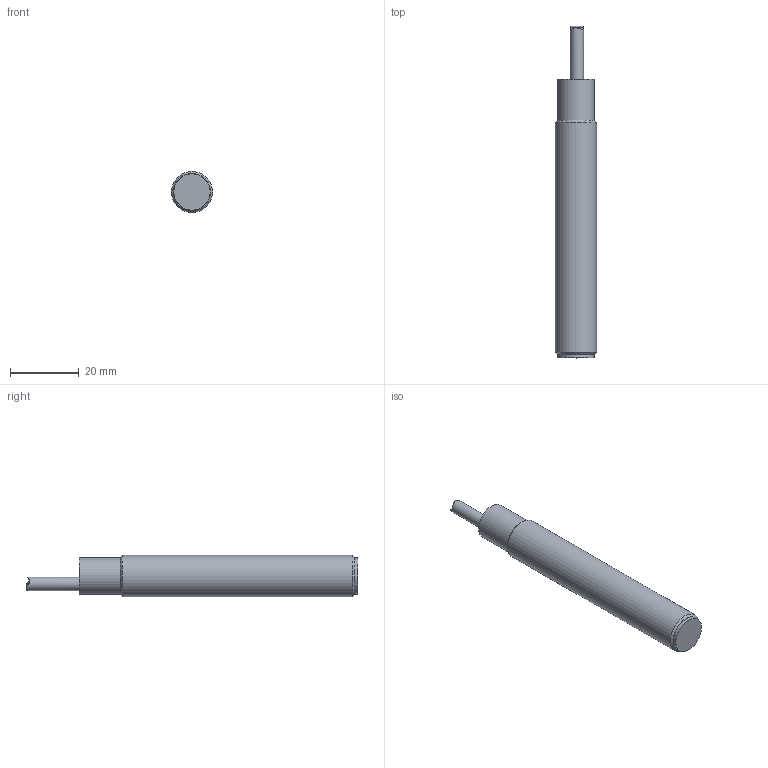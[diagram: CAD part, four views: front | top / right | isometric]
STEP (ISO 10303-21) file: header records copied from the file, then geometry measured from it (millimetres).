
FILE_DESCRIPTION(/* description */ (''),/* implementation_level */ '2;1');
FILE_NAME(/* name */ 'KA1564_Shrinkwrap_1.stp',/* time_stamp */ '2022-01-19T14:04:54+01:00',/* author */ ('Krieger Anja'),/* organization */ (''),/* preprocessor_version */ 'ST-DEVELOPER v18.1',/* originating_system */ 'Autodesk Inventor 2021',/* authorisation */ '');
FILE_SCHEMA (('AUTOMOTIVE_DESIGN { 1 0 10303 214 3 1 1 }'));
Length unit declared in the file: millimetre
Products named in the file (1): KA1564_Shrinkwrap_1
Bounding box: 12 x 96.8 x 12 mm (x, y, z)
Volume: 9034.7 mm3; surface area: 3435.9 mm2
Topology: 1 solids, 1 shells, 20 faces, 40 edges, 27 vertices
Faces by surface type: plane 10, cylinder 8, cone 2
Full cylindrical faces by diameter (mm): 2 x1, 2.5 x1, 3.9 x1, 10.6 x1, 10.7 x1, 12 x1
Entity records: 689 total; most frequent: CARTESIAN_POINT 148, DIRECTION 97, ORIENTED_EDGE 80, EDGE_CURVE 40, AXIS2_PLACEMENT_3D 40, VERTEX_POINT 27, EDGE_LOOP 25, STYLED_ITEM 21
